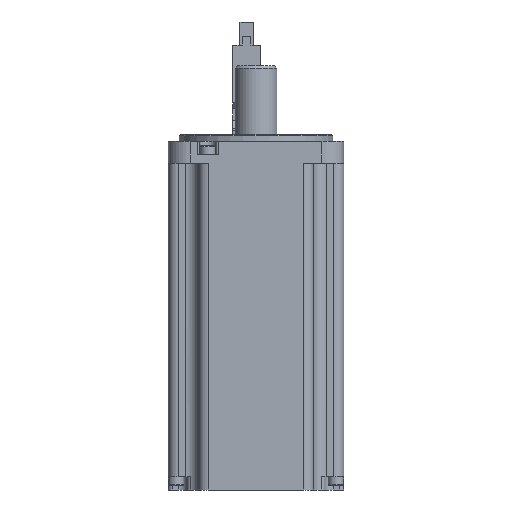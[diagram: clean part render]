
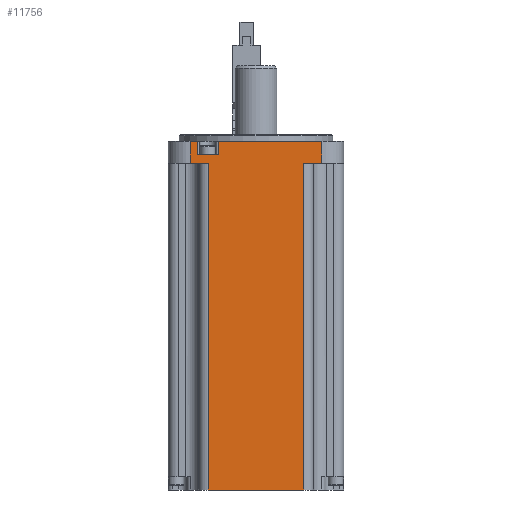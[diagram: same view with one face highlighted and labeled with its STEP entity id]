
A CAD part, front view. The second image highlights one B-rep face of the part: STEP entity #11756.
In plain terms, the highlighted planar face has unit normal (0, -1, 0).
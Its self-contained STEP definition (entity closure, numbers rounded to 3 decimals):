
#821=ORIENTED_EDGE('',*,*,#3196,.F.);
#822=ORIENTED_EDGE('',*,*,#3197,.T.);
#823=ORIENTED_EDGE('',*,*,#3173,.F.);
#824=ORIENTED_EDGE('',*,*,#3198,.T.);
#825=ORIENTED_EDGE('',*,*,#3199,.F.);
#826=ORIENTED_EDGE('',*,*,#3200,.F.);
#827=ORIENTED_EDGE('',*,*,#3201,.T.);
#828=ORIENTED_EDGE('',*,*,#3202,.T.);
#829=ORIENTED_EDGE('',*,*,#3203,.F.);
#830=ORIENTED_EDGE('',*,*,#3204,.F.);
#831=ORIENTED_EDGE('',*,*,#3179,.F.);
#832=ORIENTED_EDGE('',*,*,#3205,.F.);
#3173=EDGE_CURVE('',#4357,#4358,#5131,.T.);
#3179=EDGE_CURVE('',#4363,#4364,#5134,.T.);
#3196=EDGE_CURVE('',#4375,#4376,#5140,.T.);
#3197=EDGE_CURVE('',#4375,#4358,#5141,.T.);
#3198=EDGE_CURVE('',#4357,#4377,#5142,.T.);
#3199=EDGE_CURVE('',#4378,#4377,#5143,.T.);
#3200=EDGE_CURVE('',#4379,#4378,#5144,.T.);
#3201=EDGE_CURVE('',#4379,#4380,#5145,.T.);
#3202=EDGE_CURVE('',#4380,#4381,#5146,.T.);
#3203=EDGE_CURVE('',#4382,#4381,#5147,.T.);
#3204=EDGE_CURVE('',#4364,#4382,#5148,.T.);
#3205=EDGE_CURVE('',#4376,#4363,#5149,.T.);
#4357=VERTEX_POINT('',#16092);
#4358=VERTEX_POINT('',#16094);
#4363=VERTEX_POINT('',#16104);
#4364=VERTEX_POINT('',#16106);
#4375=VERTEX_POINT('',#16135);
#4376=VERTEX_POINT('',#16136);
#4377=VERTEX_POINT('',#16139);
#4378=VERTEX_POINT('',#16141);
#4379=VERTEX_POINT('',#16143);
#4380=VERTEX_POINT('',#16145);
#4381=VERTEX_POINT('',#16147);
#4382=VERTEX_POINT('',#16149);
#5131=LINE('',#16093,#6021);
#5134=LINE('',#16105,#6024);
#5140=LINE('',#16134,#6030);
#5141=LINE('',#16137,#6031);
#5142=LINE('',#16138,#6032);
#5143=LINE('',#16140,#6033);
#5144=LINE('',#16142,#6034);
#5145=LINE('',#16144,#6035);
#5146=LINE('',#16146,#6036);
#5147=LINE('',#16148,#6037);
#5148=LINE('',#16150,#6038);
#5149=LINE('',#16151,#6039);
#6021=VECTOR('',#13441,1000.);
#6024=VECTOR('',#13450,1000.);
#6030=VECTOR('',#13480,1000.);
#6031=VECTOR('',#13481,1000.);
#6032=VECTOR('',#13482,1000.);
#6033=VECTOR('',#13483,1000.);
#6034=VECTOR('',#13484,1000.);
#6035=VECTOR('',#13485,1000.);
#6036=VECTOR('',#13486,1000.);
#6037=VECTOR('',#13487,1000.);
#6038=VECTOR('',#13488,1000.);
#6039=VECTOR('',#13489,1000.);
#6765=EDGE_LOOP('',(#821,#822,#823,#824,#825,#826,#827,#828,#829,#830,#831,
#832));
#7383=FACE_BOUND('',#6765,.T.);
#7968=PLANE('',#12343);
#11756=ADVANCED_FACE('',(#7383),#7968,.T.);
#12343=AXIS2_PLACEMENT_3D('',#16133,#13478,#13479);
#13441=DIRECTION('',(1.,0.,0.));
#13450=DIRECTION('',(1.,0.,0.));
#13478=DIRECTION('',(0.,-1.,0.));
#13479=DIRECTION('',(0.,0.,-1.));
#13480=DIRECTION('',(1.,0.,0.));
#13481=DIRECTION('',(0.,0.,1.));
#13482=DIRECTION('',(0.,0.,-1.));
#13483=DIRECTION('',(-1.,0.,0.));
#13484=DIRECTION('',(0.,0.,1.));
#13485=DIRECTION('',(1.,0.,0.));
#13486=DIRECTION('',(0.,0.,1.));
#13487=DIRECTION('',(-1.,0.,0.));
#13488=DIRECTION('',(0.,0.,-1.));
#13489=DIRECTION('',(0.,0.,1.));
#16092=CARTESIAN_POINT('',(-30.,-40.,0.));
#16093=CARTESIAN_POINT('',(-40.,-40.,0.));
#16094=CARTESIAN_POINT('',(-26.742,-40.,0.));
#16104=CARTESIAN_POINT('',(-17.242,-40.,0.));
#16105=CARTESIAN_POINT('',(-40.,-40.,0.));
#16106=CARTESIAN_POINT('',(30.,-40.,0.));
#16133=CARTESIAN_POINT('',(-40.,-40.,-159.));
#16134=CARTESIAN_POINT('',(-26.742,-40.,-6.));
#16135=CARTESIAN_POINT('',(-26.742,-40.,-6.));
#16136=CARTESIAN_POINT('',(-17.242,-40.,-6.));
#16137=CARTESIAN_POINT('',(-26.742,-40.,-6.));
#16138=CARTESIAN_POINT('',(-30.,-40.,0.));
#16139=CARTESIAN_POINT('',(-30.,-40.,-10.));
#16140=CARTESIAN_POINT('',(-40.,-40.,-10.));
#16141=CARTESIAN_POINT('',(-21.75,-40.,-10.));
#16142=CARTESIAN_POINT('',(-21.75,-40.,-159.));
#16143=CARTESIAN_POINT('',(-21.75,-40.,-159.));
#16144=CARTESIAN_POINT('',(-40.,-40.,-159.));
#16145=CARTESIAN_POINT('',(21.75,-40.,-159.));
#16146=CARTESIAN_POINT('',(21.75,-40.,-159.));
#16147=CARTESIAN_POINT('',(21.75,-40.,-10.));
#16148=CARTESIAN_POINT('',(-40.,-40.,-10.));
#16149=CARTESIAN_POINT('',(30.,-40.,-10.));
#16150=CARTESIAN_POINT('',(30.,-40.,0.));
#16151=CARTESIAN_POINT('',(-17.242,-40.,-6.));
